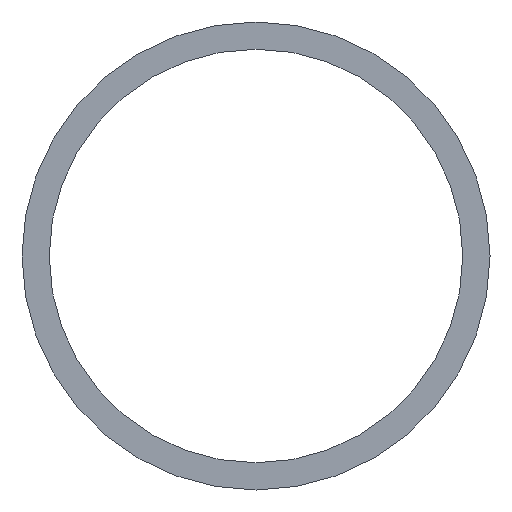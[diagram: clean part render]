
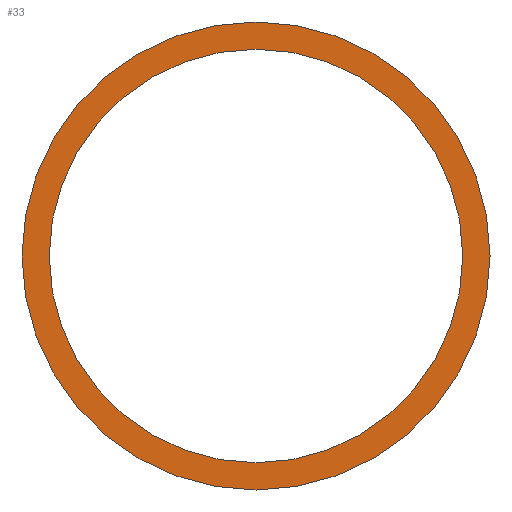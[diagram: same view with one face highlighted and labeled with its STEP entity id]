
A CAD part, front view. The second image highlights one B-rep face of the part: STEP entity #33.
In plain terms, the highlighted planar face has unit normal (0, -1, 0).
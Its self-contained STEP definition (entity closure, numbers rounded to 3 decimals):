
#8 = CIRCLE ( 'NONE', #201, 19. ) ;
#10 = CIRCLE ( 'NONE', #194, 21.5 ) ;
#11 = CIRCLE ( 'NONE', #192, 19. ) ;
#15 = FACE_OUTER_BOUND ( 'NONE', #95, .T. ) ;
#22 = CIRCLE ( 'NONE', #191, 21.5 ) ;
#33 = ADVANCED_FACE ( 'NONE', ( #66, #15 ), #158, .T. ) ;
#34 = CARTESIAN_POINT ( 'NONE',  ( 0., 0., 0. ) ) ;
#53 = DIRECTION ( 'NONE',  ( 0., 0., -1. ) ) ;
#60 = DIRECTION ( 'NONE',  ( 0., -1., 0. ) ) ;
#61 = VERTEX_POINT ( 'NONE', #131 ) ;
#63 = ORIENTED_EDGE ( 'NONE', *, *, #205, .T. ) ;
#65 = VERTEX_POINT ( 'NONE', #161 ) ;
#66 = FACE_BOUND ( 'NONE', #101, .T. ) ;
#71 = ORIENTED_EDGE ( 'NONE', *, *, #175, .T. ) ;
#78 = ORIENTED_EDGE ( 'NONE', *, *, #208, .T. ) ;
#88 = ORIENTED_EDGE ( 'NONE', *, *, #170, .T. ) ;
#95 = EDGE_LOOP ( 'NONE', ( #71, #78 ) ) ;
#101 = EDGE_LOOP ( 'NONE', ( #88, #63 ) ) ;
#102 = VERTEX_POINT ( 'NONE', #110 ) ;
#104 = VERTEX_POINT ( 'NONE', #111 ) ;
#110 = CARTESIAN_POINT ( 'NONE',  ( 0., 0., -21.5 ) ) ;
#111 = CARTESIAN_POINT ( 'NONE',  ( 0., 0., -19. ) ) ;
#119 = DIRECTION ( 'NONE',  ( 0., 0., -1. ) ) ;
#120 = CARTESIAN_POINT ( 'NONE',  ( 0., 0., 0. ) ) ;
#121 = DIRECTION ( 'NONE',  ( 0., 1., 0. ) ) ;
#130 = CARTESIAN_POINT ( 'NONE',  ( -21.758, 0., 21.758 ) ) ;
#131 = CARTESIAN_POINT ( 'NONE',  ( 0., 0., 21.5 ) ) ;
#138 = CARTESIAN_POINT ( 'NONE',  ( 0., 0., 0. ) ) ;
#139 = DIRECTION ( 'NONE',  ( 0., 0., -1. ) ) ;
#142 = DIRECTION ( 'NONE',  ( 0., -1., 0. ) ) ;
#143 = DIRECTION ( 'NONE',  ( 0., 0., -1. ) ) ;
#156 = DIRECTION ( 'NONE',  ( 0., -1., 0. ) ) ;
#158 = PLANE ( 'NONE',  #198 ) ;
#159 = CARTESIAN_POINT ( 'NONE',  ( 0., 0., 0. ) ) ;
#161 = CARTESIAN_POINT ( 'NONE',  ( 0., 0., 19. ) ) ;
#162 = DIRECTION ( 'NONE',  ( 0., 0., -1. ) ) ;
#163 = DIRECTION ( 'NONE',  ( 0., 1., 0. ) ) ;
#170 = EDGE_CURVE ( 'NONE', #104, #65, #8, .T. ) ;
#175 = EDGE_CURVE ( 'NONE', #102, #61, #10, .T. ) ;
#191 = AXIS2_PLACEMENT_3D ( 'NONE', #34, #60, #53 ) ;
#192 = AXIS2_PLACEMENT_3D ( 'NONE', #120, #121, #119 ) ;
#194 = AXIS2_PLACEMENT_3D ( 'NONE', #138, #142, #143 ) ;
#198 = AXIS2_PLACEMENT_3D ( 'NONE', #130, #156, #162 ) ;
#201 = AXIS2_PLACEMENT_3D ( 'NONE', #159, #163, #139 ) ;
#205 = EDGE_CURVE ( 'NONE', #65, #104, #11, .T. ) ;
#208 = EDGE_CURVE ( 'NONE', #61, #102, #22, .T. ) ;
